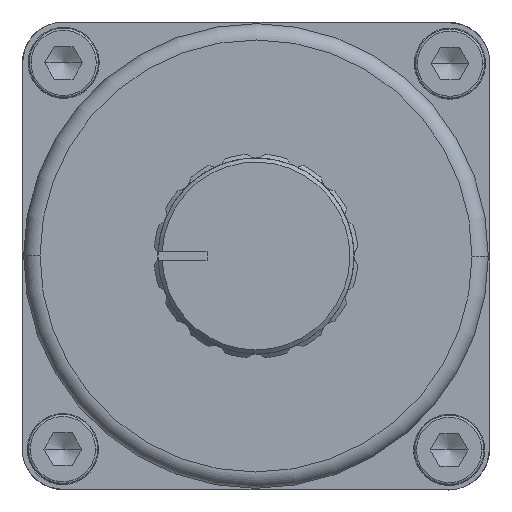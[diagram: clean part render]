
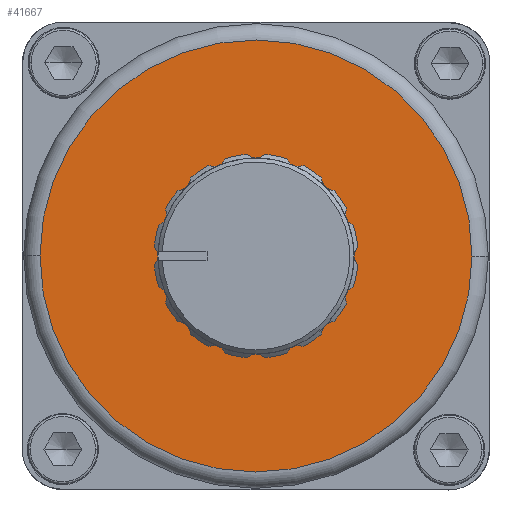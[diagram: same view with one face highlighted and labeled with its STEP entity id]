
A CAD part, left-side view. The second image highlights one B-rep face of the part: STEP entity #41667.
In plain terms, the highlighted planar face has unit normal (-1, 0, 0).
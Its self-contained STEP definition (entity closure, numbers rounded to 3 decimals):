
#10152=CARTESIAN_POINT('',(-112.5,-0.001,
0.001));
#10153=DIRECTION('',(1.,0.,0.));
#10154=DIRECTION('',(0.,1.,0.002));
#10155=AXIS2_PLACEMENT_3D('',#10152,#10153,#10154);
#10157=CARTESIAN_POINT('',(-112.5,-0.001,
0.001));
#10158=DIRECTION('',(1.,0.,0.));
#10159=DIRECTION('',(0.,-1.,-0.002));
#10160=AXIS2_PLACEMENT_3D('',#10157,#10158,#10159);
#10162=CARTESIAN_POINT('',(-112.5,-0.001,
0.001));
#10163=DIRECTION('',(-1.,0.,0.));
#10164=DIRECTION('',(0.,-0.002,1.));
#10165=AXIS2_PLACEMENT_3D('',#10162,#10163,#10164);
#10167=CARTESIAN_POINT('',(-112.5,-0.001,
0.001));
#10168=DIRECTION('',(-1.,0.,0.));
#10169=DIRECTION('',(0.,0.002,-1.));
#10170=AXIS2_PLACEMENT_3D('',#10167,#10168,#10169);
#26628=CARTESIAN_POINT('',(-112.5,26.449,
0.056));
#26629=VERTEX_POINT('',#26628);
#26630=CARTESIAN_POINT('',(-112.5,-26.45,
-0.055));
#26631=VERTEX_POINT('',#26630);
#26632=CARTESIAN_POINT('',(-112.5,-0.007,
3.176));
#26633=CARTESIAN_POINT('',(-112.5,0.006,
-3.174));
#26634=VERTEX_POINT('',#26632);
#26635=VERTEX_POINT('',#26633);
#41652=CARTESIAN_POINT('',(-112.5,-0.001,
0.001));
#41653=DIRECTION('',(1.,0.,0.));
#41654=DIRECTION('',(0.,1.,0.002));
#41655=AXIS2_PLACEMENT_3D('',#41652,#41653,#41654);
#41656=PLANE('',#41655);
#41657=ORIENTED_EDGE('',*,*,#41619,.T.);
#41658=ORIENTED_EDGE('',*,*,#41634,.T.);
#41659=EDGE_LOOP('',(#41657,#41658));
#41660=FACE_OUTER_BOUND('',#41659,.F.);
#41662=ORIENTED_EDGE('',*,*,#41661,.T.);
#41664=ORIENTED_EDGE('',*,*,#41663,.T.);
#41665=EDGE_LOOP('',(#41662,#41664));
#41666=FACE_BOUND('',#41665,.F.);
#10156=CIRCLE('',#10155,26.45);
#10161=CIRCLE('',#10160,26.45);
#10166=CIRCLE('',#10165,3.175);
#10171=CIRCLE('',#10170,3.175);
#41619=EDGE_CURVE('',#26629,#26631,#10156,.T.);
#41634=EDGE_CURVE('',#26631,#26629,#10161,.T.);
#41661=EDGE_CURVE('',#26634,#26635,#10166,.T.);
#41663=EDGE_CURVE('',#26635,#26634,#10171,.T.);
#41667=ADVANCED_FACE('',(#41660,#41666),#41656,.F.);
